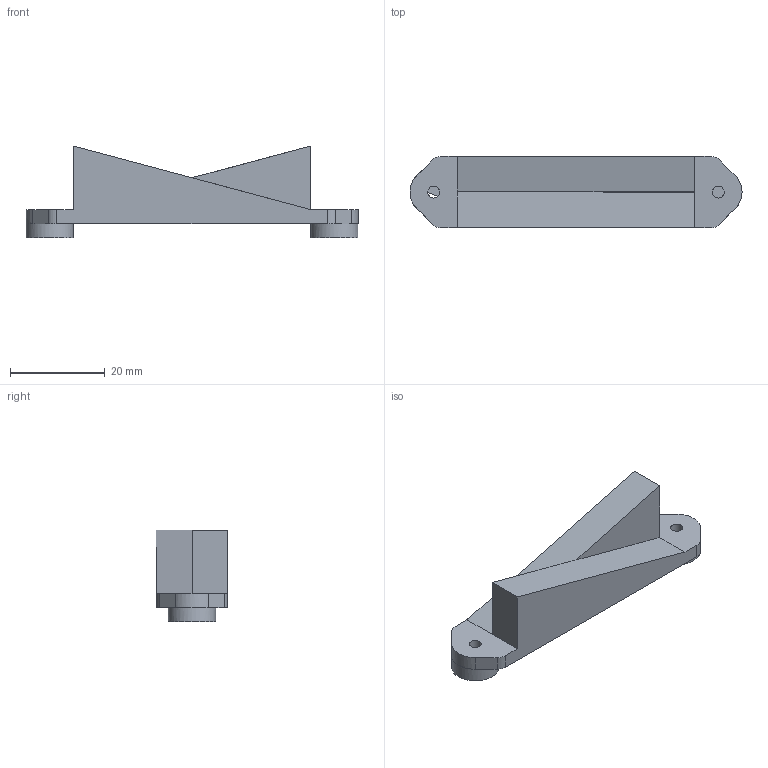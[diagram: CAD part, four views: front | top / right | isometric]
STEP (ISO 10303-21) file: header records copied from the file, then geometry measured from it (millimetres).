
FILE_DESCRIPTION(/* description */ (''),/* implementation_level */ '2;1');
FILE_NAME(/* name */ 'WedgeModule.step',/* time_stamp */ '2024-04-08T10:57:48+10:00',/* author */ (''),/* organization */ (''),/* preprocessor_version */ 'ST-DEVELOPER v20',/* originating_system */ 'Autodesk Translation Framework v12.20.1.177',/* authorisation */ '');
FILE_SCHEMA (('AUTOMOTIVE_DESIGN { 1 0 10303 214 3 1 1 }'));
Length unit declared in the file: millimetre
Products named in the file (1): WedgeModuleDouble
Bounding box: 70 x 15 x 19.4 mm (x, y, z)
Volume: 8400.1 mm3; surface area: 3940.7 mm2
Topology: 1 solids, 1 shells, 32 faces, 79 edges, 50 vertices
Faces by surface type: plane 21, cylinder 11
Full cylindrical faces by diameter (mm): 2.529 x2, 10 x2
Entity records: 984 total; most frequent: DIRECTION 169, CARTESIAN_POINT 162, ORIENTED_EDGE 158, EDGE_CURVE 79, AXIS2_PLACEMENT_3D 57, LINE 55, VECTOR 55, VERTEX_POINT 50
